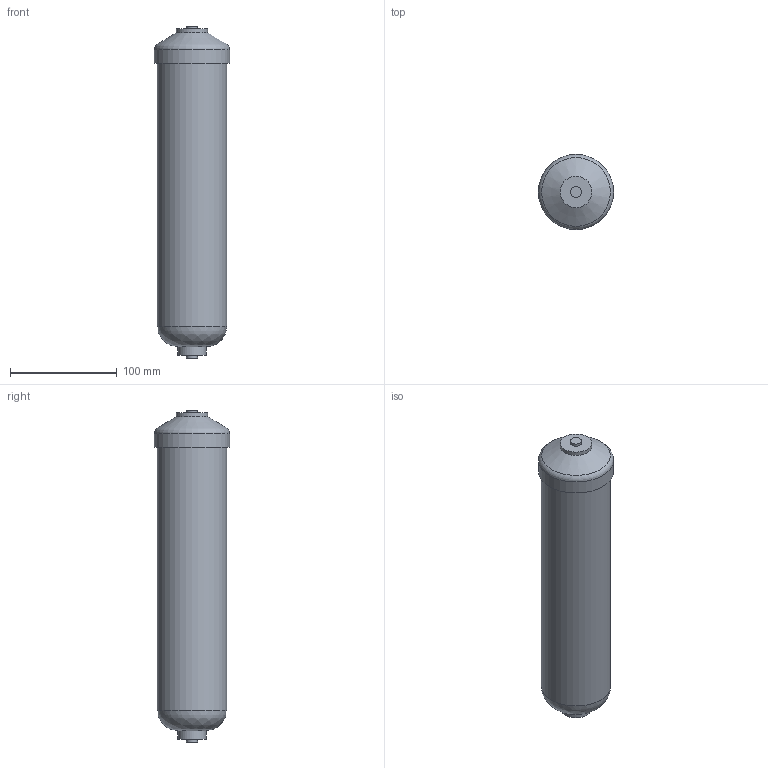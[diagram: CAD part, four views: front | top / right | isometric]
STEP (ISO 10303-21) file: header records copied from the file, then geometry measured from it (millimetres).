
FILE_DESCRIPTION(/* description */ (''),/* implementation_level */ '2;1');
FILE_NAME(/* name */ 'Pneumatics_Tank_AVT-PP-35.ipt.step',/* time_stamp */ '2015-01-02T19:24:12-08:00',/* author */ ('Autodesk Inc.'),/* organization */ ('Autodesk Inc.'),/* preprocessor_version */ 'ST-DEVELOPER v15.6',/* originating_system */ 'Autodesk Inventor 2015',/* authorisation */ '');
FILE_SCHEMA (('AUTOMOTIVE_DESIGN { 1 0 10303 214 3 1 1 }'));
Length unit declared in the file: inch
Products named in the file (1): Pneumatics_Tank_AVT-PP-35
Bounding box: 70.61 x 70.61 x 311.39 mm (x, y, z)
Volume: 965269.8 mm3; surface area: 65478.4 mm2
Topology: 1 solids, 1 shells, 14 faces, 25 edges, 16 vertices
Faces by surface type: cylinder 6, plane 5, cone 1, torus 1, bspline 1
Full cylindrical faces by diameter (mm): 10.352 x2, 26.924 x1, 29.516 x1, 65.024 x1, 70.612 x1
Entity records: 346 total; most frequent: CARTESIAN_POINT 74, DIRECTION 58, ORIENTED_EDGE 32, AXIS2_PLACEMENT_3D 29, EDGE_LOOP 25, EDGE_CURVE 16, CIRCLE 15, VERTEX_POINT 15
